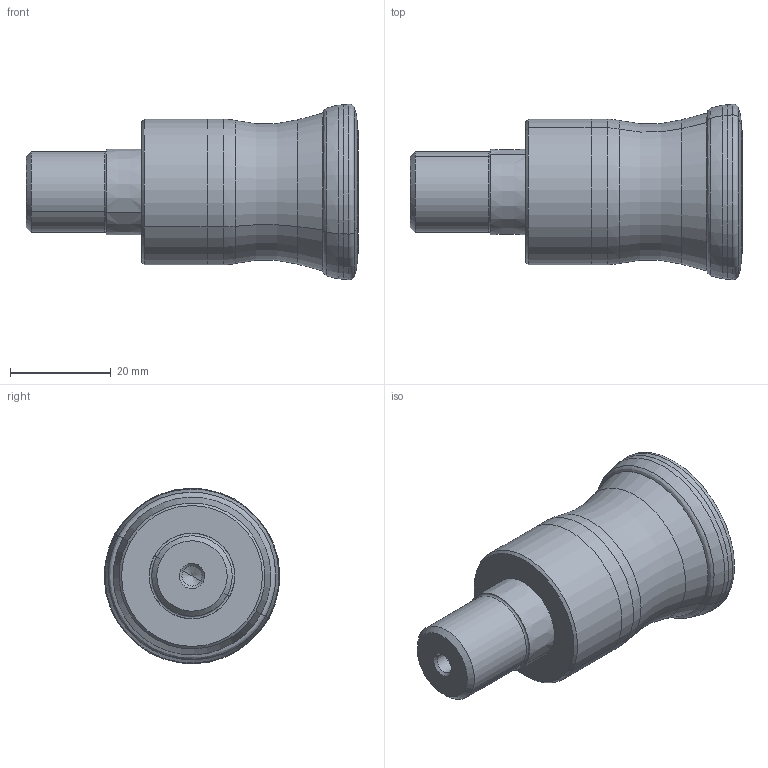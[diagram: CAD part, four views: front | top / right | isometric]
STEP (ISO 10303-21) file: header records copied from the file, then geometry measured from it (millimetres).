
FILE_DESCRIPTION(('CATIA V5 STEP Exchange'),'2;1');
FILE_NAME('Bm57587-FT_BS90_SD06-035_Z06.stp','2019-05-13T12:19:22+00:00',('none'),('none'),'CATIA Version 5-6 Release 2016 SP5 HF39','CATIA V5 STEP AP203','none');
FILE_SCHEMA(('CONFIG_CONTROL_DESIGN'));
Length unit declared in the file: millimetre
Products named in the file (1): Bm57585-KSK_Kontrolle_Schnittkontur SDMT06-HFC
Bounding box: 66 x 34.88 x 34.88 mm (x, y, z)
Volume: 33170.6 mm3; surface area: 7294 mm2
Topology: 1 solids, 1 shells, 55 faces, 110 edges, 57 vertices
Faces by surface type: cone 20, revolution 14, torus 10, cylinder 8, plane 3
Entity records: 1406 total; most frequent: CARTESIAN_POINT 368, ORIENTED_EDGE 216, DIRECTION 155, EDGE_CURVE 108, AXIS2_PLACEMENT_3D 95, CIRCLE 72, EDGE_LOOP 57, VERTEX_POINT 57
